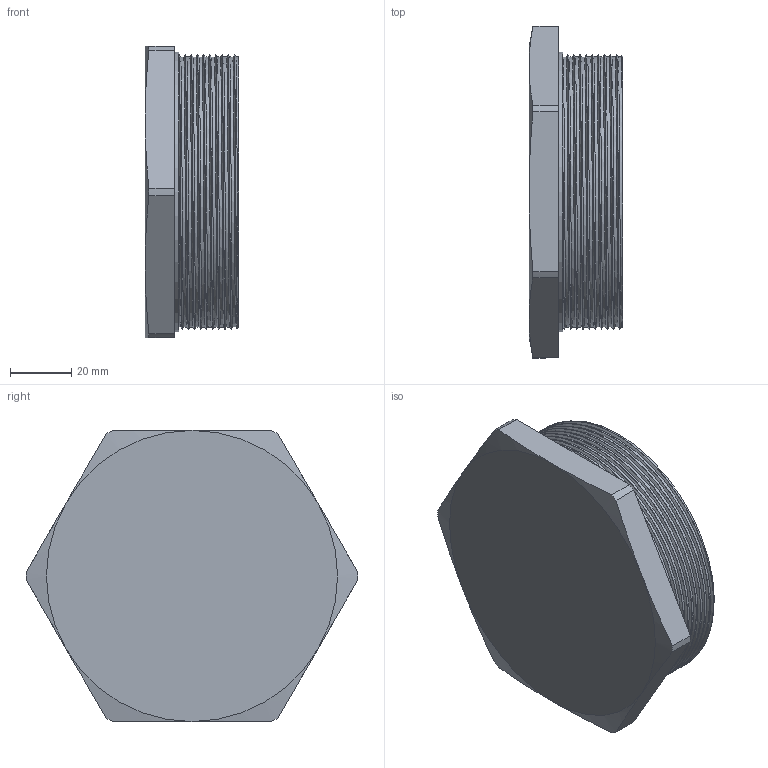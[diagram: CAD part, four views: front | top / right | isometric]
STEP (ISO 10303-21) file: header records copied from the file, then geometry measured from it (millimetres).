
FILE_DESCRIPTION(/* description */ ('Verschlusschraube sechskant Ex M 90x2,0'),/* implementation_level */ '2;1');
FILE_NAME(/* name */ 'RX199904-RST.stp',/* time_stamp */ '2021-12-14T13:32:18+01:00',/* author */ ('sl'),/* organization */ (''),/* preprocessor_version */ 'ST-DEVELOPER v16.5',/* originating_system */ 'Autodesk Inventor 2017',/* authorisation */ '');
FILE_SCHEMA (('AUTOMOTIVE_DESIGN { 1 0 10303 214 3 1 1 }'));
Length unit declared in the file: millimetre
Products named in the file (1): RX199904
Bounding box: 30.59 x 108.36 x 95 mm (x, y, z)
Volume: 113843.6 mm3; surface area: 31170 mm2
Topology: 1 solids, 1 shells, 31 faces, 71 edges, 44 vertices
Faces by surface type: cylinder 10, plane 10, cone 9, bspline 2
Full cylindrical faces by diameter (mm): 77.76 x1, 91.3 x1
Entity records: 2705 total; most frequent: CARTESIAN_POINT 2023, DIRECTION 134, ORIENTED_EDGE 132, EDGE_CURVE 66, AXIS2_PLACEMENT_3D 58, VERTEX_POINT 43, EDGE_LOOP 37, FACE_OUTER_BOUND 31
